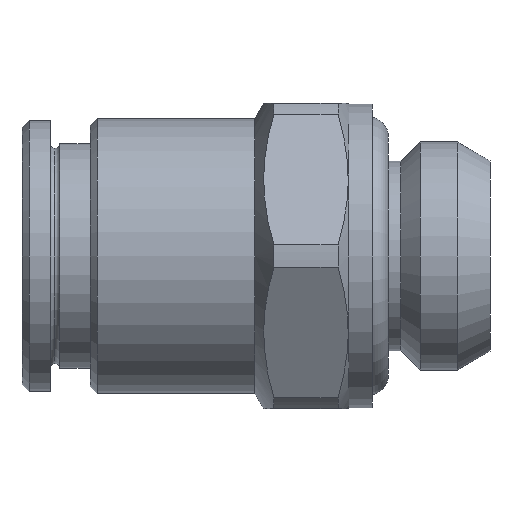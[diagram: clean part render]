
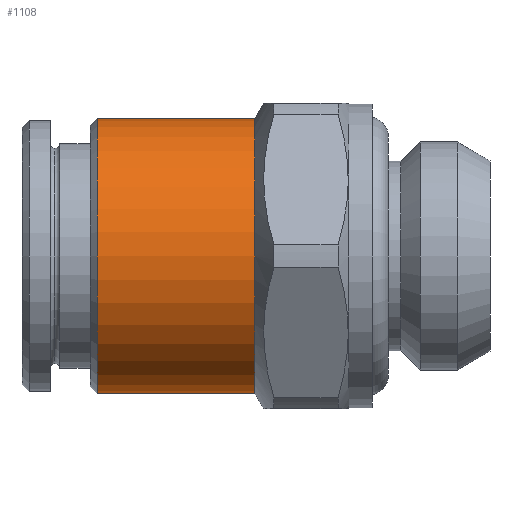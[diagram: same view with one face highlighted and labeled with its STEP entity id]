
A CAD part, left-side view. The second image highlights one B-rep face of the part: STEP entity #1108.
In plain terms, the highlighted cylindrical face has radius 5.85 mm (diameter 11.7 mm), a partial arc.
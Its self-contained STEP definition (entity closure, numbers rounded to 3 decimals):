
#5 = EDGE_CURVE ( 'NONE', #1881, #1219, #20, .T. ) ;
#20 = CIRCLE ( 'NONE', #743, 5.85 ) ;
#38 = VERTEX_POINT ( 'NONE', #2389 ) ;
#55 = CARTESIAN_POINT ( 'NONE',  ( 0., 16.7, 5.85 ) ) ;
#105 = CARTESIAN_POINT ( 'NONE',  ( 0., 10., 0. ) ) ;
#152 = DIRECTION ( 'NONE',  ( 0., -1., 0. ) ) ;
#172 = EDGE_LOOP ( 'NONE', ( #1070, #596, #2422, #1539 ) ) ;
#198 = EDGE_CURVE ( 'NONE', #2101, #38, #1403, .T. ) ;
#205 = AXIS2_PLACEMENT_3D ( 'NONE', #324, #1820, #2032 ) ;
#313 = DIRECTION ( 'NONE',  ( 0., 0., -1. ) ) ;
#324 = CARTESIAN_POINT ( 'NONE',  ( 0., 16.7, 0. ) ) ;
#555 = FACE_OUTER_BOUND ( 'NONE', #172, .T. ) ;
#596 = ORIENTED_EDGE ( 'NONE', *, *, #198, .T. ) ;
#684 = DIRECTION ( 'NONE',  ( 0., 0., -1. ) ) ;
#743 = AXIS2_PLACEMENT_3D ( 'NONE', #105, #1831, #313 ) ;
#927 = AXIS2_PLACEMENT_3D ( 'NONE', #1669, #152, #684 ) ;
#1070 = ORIENTED_EDGE ( 'NONE', *, *, #1819, .F. ) ;
#1074 = DIRECTION ( 'NONE',  ( 0., -1., 0. ) ) ;
#1108 = ADVANCED_FACE ( 'NONE', ( #555 ), #1146, .T. ) ;
#1146 = CYLINDRICAL_SURFACE ( 'NONE', #927, 5.85 ) ;
#1219 = VERTEX_POINT ( 'NONE', #1555 ) ;
#1283 = LINE ( 'NONE', #2018, #2190 ) ;
#1403 = CIRCLE ( 'NONE', #205, 5.85 ) ;
#1539 = ORIENTED_EDGE ( 'NONE', *, *, #5, .F. ) ;
#1555 = CARTESIAN_POINT ( 'NONE',  ( 0., 10., -5.85 ) ) ;
#1669 = CARTESIAN_POINT ( 'NONE',  ( 0., 0., 0. ) ) ;
#1694 = VECTOR ( 'NONE', #2404, 1000. ) ;
#1819 = EDGE_CURVE ( 'NONE', #2101, #1881, #2207, .T. ) ;
#1820 = DIRECTION ( 'NONE',  ( 0., -1., 0. ) ) ;
#1831 = DIRECTION ( 'NONE',  ( 0., -1., 0. ) ) ;
#1881 = VERTEX_POINT ( 'NONE', #2261 ) ;
#2018 = CARTESIAN_POINT ( 'NONE',  ( 0., 0., -5.85 ) ) ;
#2032 = DIRECTION ( 'NONE',  ( 0., 0., -1. ) ) ;
#2101 = VERTEX_POINT ( 'NONE', #55 ) ;
#2179 = CARTESIAN_POINT ( 'NONE',  ( 0., 0., 5.85 ) ) ;
#2190 = VECTOR ( 'NONE', #1074, 1000. ) ;
#2207 = LINE ( 'NONE', #2179, #1694 ) ;
#2261 = CARTESIAN_POINT ( 'NONE',  ( 0., 10., 5.85 ) ) ;
#2389 = CARTESIAN_POINT ( 'NONE',  ( 0., 16.7, -5.85 ) ) ;
#2404 = DIRECTION ( 'NONE',  ( 0., -1., 0. ) ) ;
#2414 = EDGE_CURVE ( 'NONE', #38, #1219, #1283, .T. ) ;
#2422 = ORIENTED_EDGE ( 'NONE', *, *, #2414, .T. ) ;
